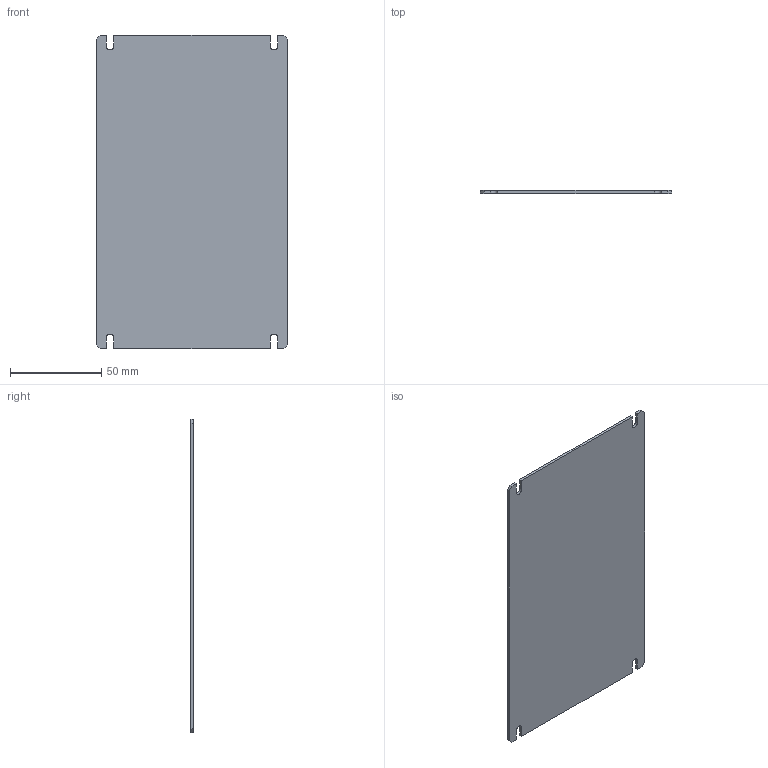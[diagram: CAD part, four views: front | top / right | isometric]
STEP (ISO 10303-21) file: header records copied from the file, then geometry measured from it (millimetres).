
FILE_DESCRIPTION((''),'2;1');
FILE_NAME('DMP1220_','2017-05-15T',('antti_kumpulainen'),(''),'CREO PARAMETRIC BY PTC INC, 2015290','CREO PARAMETRIC BY PTC INC, 2015290','');
FILE_SCHEMA(('AUTOMOTIVE_DESIGN { 1 0 10303 214 1 1 1 1 }'));
Length unit declared in the file: millimetre
Products named in the file (1): DMP1220_
Bounding box: 105 x 1.5 x 172 mm (x, y, z)
Volume: 26896.3 mm3; surface area: 36771.4 mm2
Topology: 1 solids, 1 shells, 26 faces, 72 edges, 48 vertices
Faces by surface type: plane 22, cylinder 4
Entity records: 1614 total; most frequent: COLOUR_RGB 200, CARTESIAN_POINT 148, ORIENTED_EDGE 144, DIRECTION 132, PROPERTY_DEFINITION 101, REPRESENTATION 100, PROPERTY_DEFINITION_REPRESENTATION 100, GENERAL_PROPERTY 83
